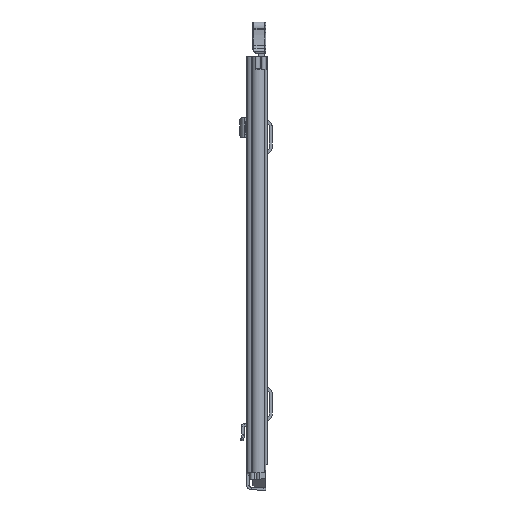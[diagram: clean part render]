
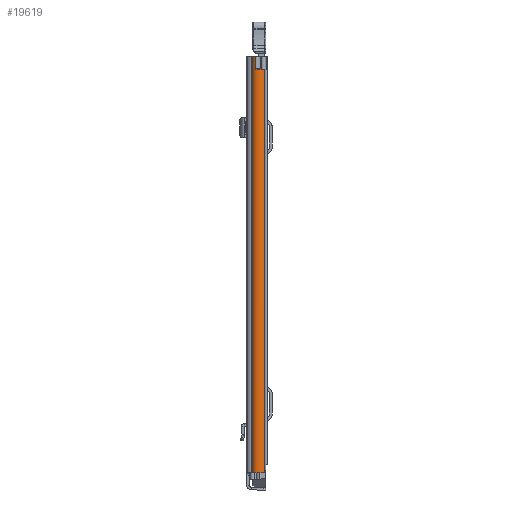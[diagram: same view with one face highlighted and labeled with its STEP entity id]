
A CAD part, front view. The second image highlights one B-rep face of the part: STEP entity #19619.
In plain terms, the highlighted cylindrical face has radius 7.6 mm (diameter 15.2 mm), a partial arc.
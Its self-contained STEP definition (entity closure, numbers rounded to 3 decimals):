
#777 = CARTESIAN_POINT ( 'NONE',  ( 8.413, -37.778, -406.4 ) ) ;
#1659 = LINE ( 'NONE', #777, #28553 ) ;
#3197 = CARTESIAN_POINT ( 'NONE',  ( 8.413, -37.778, -12.2 ) ) ;
#4940 = EDGE_CURVE ( 'NONE', #33803, #25139, #1659, .T. ) ;
#5051 = VERTEX_POINT ( 'NONE', #25050 ) ;
#5361 = CARTESIAN_POINT ( 'NONE',  ( 5.244, -35.891, 0. ) ) ;
#5462 = FACE_OUTER_BOUND ( 'NONE', #23578, .T. ) ;
#6923 = LINE ( 'NONE', #16024, #19161 ) ;
#7798 = DIRECTION ( 'NONE',  ( 1., 0., 0. ) ) ;
#8108 = AXIS2_PLACEMENT_3D ( 'NONE', #20984, #11666, #28851 ) ;
#8834 = DIRECTION ( 'NONE',  ( 1., 0., 0. ) ) ;
#9200 = CARTESIAN_POINT ( 'NONE',  ( 5.244, -35.891, -390.4 ) ) ;
#9643 = EDGE_CURVE ( 'NONE', #33803, #5051, #27556, .T. ) ;
#9736 = VERTEX_POINT ( 'NONE', #5361 ) ;
#10195 = DIRECTION ( 'NONE',  ( 1., 0., 0. ) ) ;
#10396 = ORIENTED_EDGE ( 'NONE', *, *, #27067, .T. ) ;
#10457 = EDGE_CURVE ( 'NONE', #22405, #9736, #6923, .T. ) ;
#10478 = VERTEX_POINT ( 'NONE', #27975 ) ;
#10655 = CARTESIAN_POINT ( 'NONE',  ( 8.413, -37.778, 0. ) ) ;
#11666 = DIRECTION ( 'NONE',  ( 0., 0., 1. ) ) ;
#13169 = CIRCLE ( 'NONE', #34084, 7.6 ) ;
#13256 = AXIS2_PLACEMENT_3D ( 'NONE', #33080, #18823, #7798 ) ;
#13528 = ORIENTED_EDGE ( 'NONE', *, *, #9643, .F. ) ;
#14053 = CARTESIAN_POINT ( 'NONE',  ( 10.602, -30.5, -406.4 ) ) ;
#16024 = CARTESIAN_POINT ( 'NONE',  ( 5.244, -35.891, -406.4 ) ) ;
#17619 = DIRECTION ( 'NONE',  ( 0., 0., 1. ) ) ;
#18757 = DIRECTION ( 'NONE',  ( 0., 0., 1. ) ) ;
#18823 = DIRECTION ( 'NONE',  ( 0., 0., 1. ) ) ;
#18856 = CIRCLE ( 'NONE', #8108, 7.6 ) ;
#19161 = VECTOR ( 'NONE', #21658, 1000. ) ;
#19288 = AXIS2_PLACEMENT_3D ( 'NONE', #14053, #17619, #8834 ) ;
#19619 = ADVANCED_FACE ( 'NONE', ( #5462 ), #34493, .T. ) ;
#20984 = CARTESIAN_POINT ( 'NONE',  ( 10.602, -30.5, -390.4 ) ) ;
#21276 = ORIENTED_EDGE ( 'NONE', *, *, #4940, .T. ) ;
#21658 = DIRECTION ( 'NONE',  ( 0., 0., 1. ) ) ;
#21772 = CARTESIAN_POINT ( 'NONE',  ( 10.602, -30.5, 0. ) ) ;
#22405 = VERTEX_POINT ( 'NONE', #9200 ) ;
#22547 = EDGE_CURVE ( 'NONE', #25139, #9736, #13169, .T. ) ;
#23578 = EDGE_LOOP ( 'NONE', ( #10396, #33979, #13528, #21276, #26488, #36082 ) ) ;
#25050 = CARTESIAN_POINT ( 'NONE',  ( 16.488, -35.307, -12.2 ) ) ;
#25139 = VERTEX_POINT ( 'NONE', #10655 ) ;
#26488 = ORIENTED_EDGE ( 'NONE', *, *, #22547, .T. ) ;
#27067 = EDGE_CURVE ( 'NONE', #22405, #10478, #18856, .T. ) ;
#27556 = CIRCLE ( 'NONE', #13256, 7.6 ) ;
#27625 = DIRECTION ( 'NONE',  ( 0., 0., 1. ) ) ;
#27975 = CARTESIAN_POINT ( 'NONE',  ( 16.488, -35.307, -390.4 ) ) ;
#28230 = CARTESIAN_POINT ( 'NONE',  ( 16.488, -35.307, -406.4 ) ) ;
#28553 = VECTOR ( 'NONE', #27625, 1000. ) ;
#28851 = DIRECTION ( 'NONE',  ( 1., 0., 0. ) ) ;
#30001 = LINE ( 'NONE', #28230, #31244 ) ;
#31244 = VECTOR ( 'NONE', #18757, 1000. ) ;
#33080 = CARTESIAN_POINT ( 'NONE',  ( 10.602, -30.5, -12.2 ) ) ;
#33803 = VERTEX_POINT ( 'NONE', #3197 ) ;
#33979 = ORIENTED_EDGE ( 'NONE', *, *, #36501, .T. ) ;
#34084 = AXIS2_PLACEMENT_3D ( 'NONE', #21772, #36230, #10195 ) ;
#34493 = CYLINDRICAL_SURFACE ( 'NONE', #19288, 7.6 ) ;
#36082 = ORIENTED_EDGE ( 'NONE', *, *, #10457, .F. ) ;
#36230 = DIRECTION ( 'NONE',  ( 0., 0., -1. ) ) ;
#36501 = EDGE_CURVE ( 'NONE', #10478, #5051, #30001, .T. ) ;
